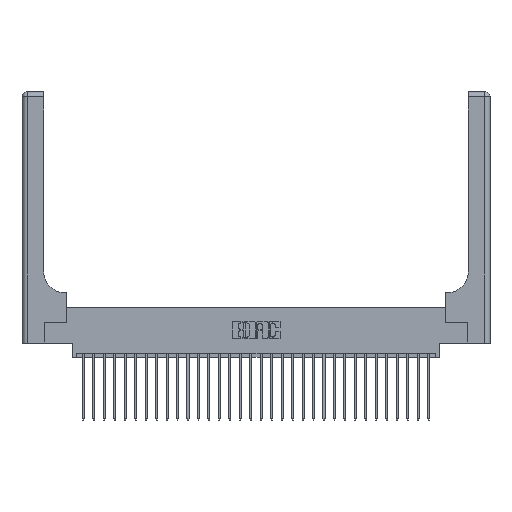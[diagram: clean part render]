
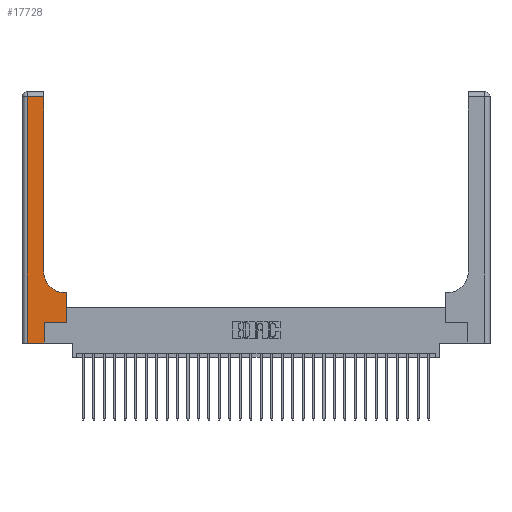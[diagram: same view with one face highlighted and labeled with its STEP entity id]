
A CAD part, top view. The second image highlights one B-rep face of the part: STEP entity #17728.
In plain terms, the highlighted planar face has unit normal (0, 0, 1).
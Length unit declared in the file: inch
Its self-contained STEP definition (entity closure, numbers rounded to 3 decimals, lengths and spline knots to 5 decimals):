
#385 = CARTESIAN_POINT ( 'NONE',  ( 0.528, 0.6, 0.37 ) ) ;
#420 = DIRECTION ( 'NONE',  ( 0., 0., -1. ) ) ;
#595 = DIRECTION ( 'NONE',  ( 1., 0., 0. ) ) ;
#709 = ORIENTED_EDGE ( 'NONE', *, *, #14635, .T. ) ;
#754 = VECTOR ( 'NONE', #27728, 39.37008 ) ;
#1231 = VERTEX_POINT ( 'NONE', #28452 ) ;
#1285 = CARTESIAN_POINT ( 'NONE',  ( 0., 2.94, 0.37 ) ) ;
#1735 = EDGE_CURVE ( 'NONE', #3057, #1231, #26003, .T. ) ;
#1921 = FACE_OUTER_BOUND ( 'NONE', #10908, .T. ) ;
#2182 = CARTESIAN_POINT ( 'NONE',  ( 0.06, 0., 0.37 ) ) ;
#2367 = AXIS2_PLACEMENT_3D ( 'NONE', #13676, #420, #15886 ) ;
#2918 = VERTEX_POINT ( 'NONE', #14608 ) ;
#3057 = VERTEX_POINT ( 'NONE', #10745 ) ;
#3524 = CARTESIAN_POINT ( 'NONE',  ( 0.26, 0.85, 0.37 ) ) ;
#4404 = CARTESIAN_POINT ( 'NONE',  ( 0.528, 0.25, 0.37 ) ) ;
#4585 = CARTESIAN_POINT ( 'NONE',  ( 0.51, 0.6, 0.37 ) ) ;
#4634 = EDGE_CURVE ( 'NONE', #2918, #12368, #12075, .T. ) ;
#5497 = CARTESIAN_POINT ( 'NONE',  ( 0.265, 0., 0.37 ) ) ;
#6229 = ORIENTED_EDGE ( 'NONE', *, *, #21811, .T. ) ;
#6542 = CARTESIAN_POINT ( 'NONE',  ( 0.528, 0.25, 0.37 ) ) ;
#6695 = CARTESIAN_POINT ( 'NONE',  ( 0.26, 3., 0.37 ) ) ;
#6917 = EDGE_CURVE ( 'NONE', #9325, #7382, #19401, .T. ) ;
#7382 = VERTEX_POINT ( 'NONE', #14454 ) ;
#8543 = AXIS2_PLACEMENT_3D ( 'NONE', #15356, #22006, #8813 ) ;
#8736 = DIRECTION ( 'NONE',  ( 0., 1., 0. ) ) ;
#8813 = DIRECTION ( 'NONE',  ( -1., 0., 0. ) ) ;
#9097 = VECTOR ( 'NONE', #14524, 39.37008 ) ;
#9325 = VERTEX_POINT ( 'NONE', #2182 ) ;
#9792 = LINE ( 'NONE', #13208, #20130 ) ;
#10745 = CARTESIAN_POINT ( 'NONE',  ( 0.26, 2.94, 0.37 ) ) ;
#10908 = EDGE_LOOP ( 'NONE', ( #709, #20352, #28583, #24662, #21496, #25709, #24378, #21346, #6229 ) ) ;
#12075 = LINE ( 'NONE', #13842, #23106 ) ;
#12159 = VECTOR ( 'NONE', #14982, 39.37008 ) ;
#12368 = VERTEX_POINT ( 'NONE', #4404 ) ;
#12762 = CARTESIAN_POINT ( 'NONE',  ( 0., 0., 0.37 ) ) ;
#13208 = CARTESIAN_POINT ( 'NONE',  ( 0.06, 3., 0.37 ) ) ;
#13676 = CARTESIAN_POINT ( 'NONE',  ( 0.51, 0.85, 0.37 ) ) ;
#13842 = CARTESIAN_POINT ( 'NONE',  ( 0.265, 0.25, 0.37 ) ) ;
#13948 = EDGE_CURVE ( 'NONE', #12368, #19106, #16641, .T. ) ;
#14022 = VERTEX_POINT ( 'NONE', #4585 ) ;
#14332 = DIRECTION ( 'NONE',  ( 0., 1., 0. ) ) ;
#14454 = CARTESIAN_POINT ( 'NONE',  ( 0.265, 0., 0.37 ) ) ;
#14523 = CARTESIAN_POINT ( 'NONE',  ( 0.26, 0.6, 0.37 ) ) ;
#14524 = DIRECTION ( 'NONE',  ( -1., 0., 0. ) ) ;
#14608 = CARTESIAN_POINT ( 'NONE',  ( 0.265, 0.25, 0.37 ) ) ;
#14635 = EDGE_CURVE ( 'NONE', #23391, #3057, #18325, .T. ) ;
#14982 = DIRECTION ( 'NONE',  ( 1., 0., 0. ) ) ;
#15356 = CARTESIAN_POINT ( 'NONE',  ( 0., 3., 0.37 ) ) ;
#15417 = DIRECTION ( 'NONE',  ( 0., -1., 0. ) ) ;
#15886 = DIRECTION ( 'NONE',  ( 1., 0., 0. ) ) ;
#16483 = LINE ( 'NONE', #5497, #27525 ) ;
#16641 = LINE ( 'NONE', #6542, #17344 ) ;
#16866 = EDGE_CURVE ( 'NONE', #7382, #2918, #16483, .T. ) ;
#17344 = VECTOR ( 'NONE', #8736, 39.37008 ) ;
#17678 = LINE ( 'NONE', #14523, #754 ) ;
#17728 = ADVANCED_FACE ( 'NONE', ( #1921 ), #19773, .F. ) ;
#18325 = LINE ( 'NONE', #6695, #22813 ) ;
#18414 = CIRCLE ( 'NONE', #2367, 0.25 ) ;
#19106 = VERTEX_POINT ( 'NONE', #385 ) ;
#19401 = LINE ( 'NONE', #12762, #12159 ) ;
#19773 = PLANE ( 'NONE',  #8543 ) ;
#20130 = VECTOR ( 'NONE', #15417, 39.37008 ) ;
#20352 = ORIENTED_EDGE ( 'NONE', *, *, #1735, .T. ) ;
#21346 = ORIENTED_EDGE ( 'NONE', *, *, #22773, .T. ) ;
#21496 = ORIENTED_EDGE ( 'NONE', *, *, #16866, .T. ) ;
#21811 = EDGE_CURVE ( 'NONE', #14022, #23391, #18414, .T. ) ;
#22006 = DIRECTION ( 'NONE',  ( 0., 0., -1. ) ) ;
#22773 = EDGE_CURVE ( 'NONE', #19106, #14022, #17678, .T. ) ;
#22813 = VECTOR ( 'NONE', #24317, 39.37008 ) ;
#23106 = VECTOR ( 'NONE', #595, 39.37008 ) ;
#23391 = VERTEX_POINT ( 'NONE', #3524 ) ;
#24317 = DIRECTION ( 'NONE',  ( 0., 1., 0. ) ) ;
#24378 = ORIENTED_EDGE ( 'NONE', *, *, #13948, .T. ) ;
#24662 = ORIENTED_EDGE ( 'NONE', *, *, #6917, .T. ) ;
#25709 = ORIENTED_EDGE ( 'NONE', *, *, #4634, .T. ) ;
#26003 = LINE ( 'NONE', #1285, #9097 ) ;
#27525 = VECTOR ( 'NONE', #14332, 39.37008 ) ;
#27728 = DIRECTION ( 'NONE',  ( -1., 0., 0. ) ) ;
#28069 = EDGE_CURVE ( 'NONE', #1231, #9325, #9792, .T. ) ;
#28452 = CARTESIAN_POINT ( 'NONE',  ( 0.06, 2.94, 0.37 ) ) ;
#28583 = ORIENTED_EDGE ( 'NONE', *, *, #28069, .T. ) ;
